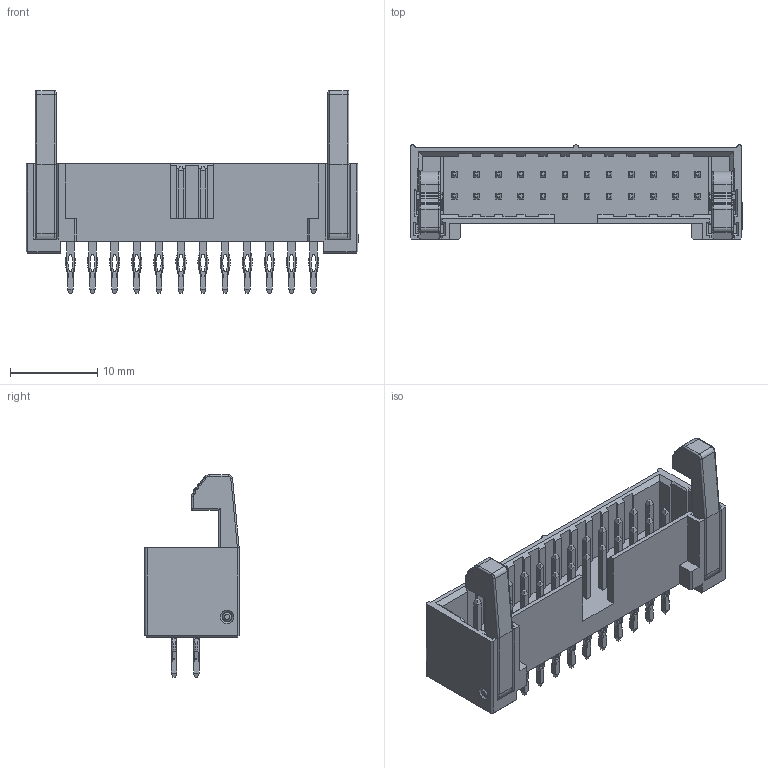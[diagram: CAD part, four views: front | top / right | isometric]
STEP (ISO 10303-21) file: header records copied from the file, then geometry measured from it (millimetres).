
FILE_DESCRIPTION( ('This file contains a STEP AP42 implementation' ,'as created by ZW3D STEP Interface translator.') ,'2;1' );
FILE_NAME( '3212-XXPXXBSX1.stp' ,'231130.105129', (''), ('ZWCAD Software Co.'), 'Version 1.0', 'ZW3D to STEP translator', '' );
FILE_SCHEMA(('AUTOMOTIVE_DESIGN { 1 0 10303 214 1 1 1 1 }'));
Length unit declared in the file: millimetre
Products named in the file (2): 0; 3212-24PS0BSA1
Bounding box: 38.14 x 10.85 x 23.3 mm (x, y, z)
Volume: 1166.7 mm3; surface area: 3722.2 mm2
Topology: 3 solids, 51 shells, 1803 faces, 4615 edges, 2968 vertices
Faces by surface type: plane 1304, bspline 272, cone 102, cylinder 85, torus 36, sphere 4
Full cylindrical faces by diameter (mm): 0.8 x2, 1 x4, 1.1 x4
Entity records: 61131 total; most frequent: CARTESIAN_POINT 16872, ORIENTED_EDGE 9238, DIRECTION 7969, EDGE_CURVE 4619, VECTOR 3437, LINE 3437, VERTEX_POINT 2972, AXIS2_PLACEMENT_3D 2266
